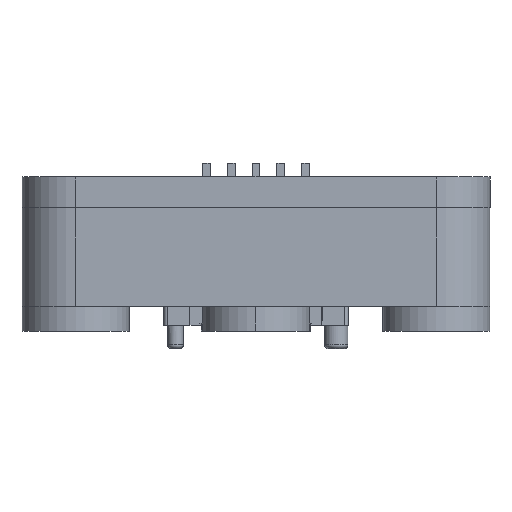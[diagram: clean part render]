
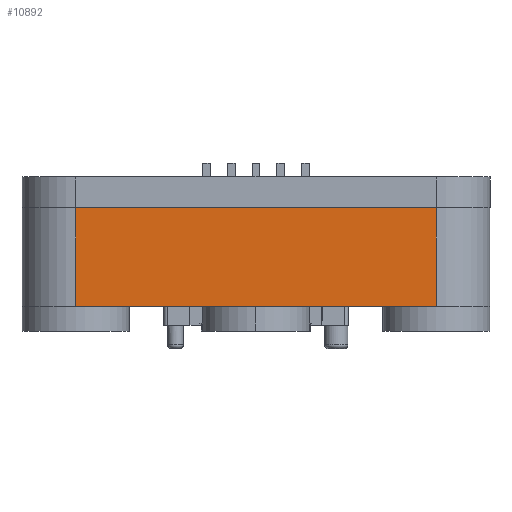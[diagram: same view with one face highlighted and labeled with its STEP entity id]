
A CAD part, front view. The second image highlights one B-rep face of the part: STEP entity #10892.
In plain terms, the highlighted planar face has unit normal (0, -1, 0).
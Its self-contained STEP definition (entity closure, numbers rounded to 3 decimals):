
#28 = DIRECTION ( 'NONE',  ( 0., 0., -1. ) ) ;
#358 = DIRECTION ( 'NONE',  ( 1., 0., 0. ) ) ;
#1473 = VECTOR ( 'NONE', #11221, 1000. ) ;
#3573 = CARTESIAN_POINT ( 'NONE',  ( -7.011, -18.999, 5.817 ) ) ;
#3769 = CARTESIAN_POINT ( 'NONE',  ( -25.502, -18.999, 0.762 ) ) ;
#4468 = FACE_OUTER_BOUND ( 'NONE', #21955, .T. ) ;
#5649 = CARTESIAN_POINT ( 'NONE',  ( -25.502, -18.999, 0.762 ) ) ;
#6709 = AXIS2_PLACEMENT_3D ( 'NONE', #14016, #21069, #28 ) ;
#6736 = VECTOR ( 'NONE', #7495, 1000. ) ;
#6907 = LINE ( 'NONE', #14147, #1473 ) ;
#7495 = DIRECTION ( 'NONE',  ( 0., 0., 1. ) ) ;
#7562 = LINE ( 'NONE', #30273, #14977 ) ;
#8908 = VERTEX_POINT ( 'NONE', #17364 ) ;
#9276 = EDGE_CURVE ( 'NONE', #24257, #17539, #14419, .T. ) ;
#10892 = ADVANCED_FACE ( 'NONE', ( #4468 ), #25648, .T. ) ;
#11221 = DIRECTION ( 'NONE',  ( 1., 0., 0. ) ) ;
#11534 = ORIENTED_EDGE ( 'NONE', *, *, #24030, .F. ) ;
#13104 = EDGE_CURVE ( 'NONE', #24257, #17549, #19612, .T. ) ;
#14016 = CARTESIAN_POINT ( 'NONE',  ( -25.502, -18.999, 0. ) ) ;
#14088 = ORIENTED_EDGE ( 'NONE', *, *, #9276, .F. ) ;
#14147 = CARTESIAN_POINT ( 'NONE',  ( -25.502, -18.999, 5.817 ) ) ;
#14254 = ORIENTED_EDGE ( 'NONE', *, *, #13104, .T. ) ;
#14291 = LINE ( 'NONE', #28235, #17657 ) ;
#14419 = LINE ( 'NONE', #23772, #6736 ) ;
#14977 = VECTOR ( 'NONE', #358, 1000. ) ;
#16372 = VERTEX_POINT ( 'NONE', #3573 ) ;
#17364 = CARTESIAN_POINT ( 'NONE',  ( -7.011, -18.999, 0.762 ) ) ;
#17373 = ORIENTED_EDGE ( 'NONE', *, *, #28085, .T. ) ;
#17533 = VECTOR ( 'NONE', #22501, 1000. ) ;
#17539 = VERTEX_POINT ( 'NONE', #21136 ) ;
#17549 = VERTEX_POINT ( 'NONE', #19451 ) ;
#17657 = VECTOR ( 'NONE', #19202, 1000. ) ;
#19202 = DIRECTION ( 'NONE',  ( 0., 0., 1. ) ) ;
#19451 = CARTESIAN_POINT ( 'NONE',  ( -16.256, -18.999, 0.762 ) ) ;
#19612 = LINE ( 'NONE', #3769, #17533 ) ;
#21069 = DIRECTION ( 'NONE',  ( 0., -1., 0. ) ) ;
#21136 = CARTESIAN_POINT ( 'NONE',  ( -25.502, -18.999, 5.817 ) ) ;
#21955 = EDGE_LOOP ( 'NONE', ( #17373, #22723, #11534, #14088, #14254 ) ) ;
#22501 = DIRECTION ( 'NONE',  ( 1., 0., 0. ) ) ;
#22723 = ORIENTED_EDGE ( 'NONE', *, *, #24121, .T. ) ;
#23772 = CARTESIAN_POINT ( 'NONE',  ( -25.502, -18.999, 0.762 ) ) ;
#24030 = EDGE_CURVE ( 'NONE', #17539, #16372, #6907, .T. ) ;
#24121 = EDGE_CURVE ( 'NONE', #8908, #16372, #14291, .T. ) ;
#24257 = VERTEX_POINT ( 'NONE', #5649 ) ;
#25648 = PLANE ( 'NONE',  #6709 ) ;
#28085 = EDGE_CURVE ( 'NONE', #17549, #8908, #7562, .T. ) ;
#28235 = CARTESIAN_POINT ( 'NONE',  ( -7.011, -18.999, 0.762 ) ) ;
#30273 = CARTESIAN_POINT ( 'NONE',  ( -16.256, -18.999, 0.762 ) ) ;
